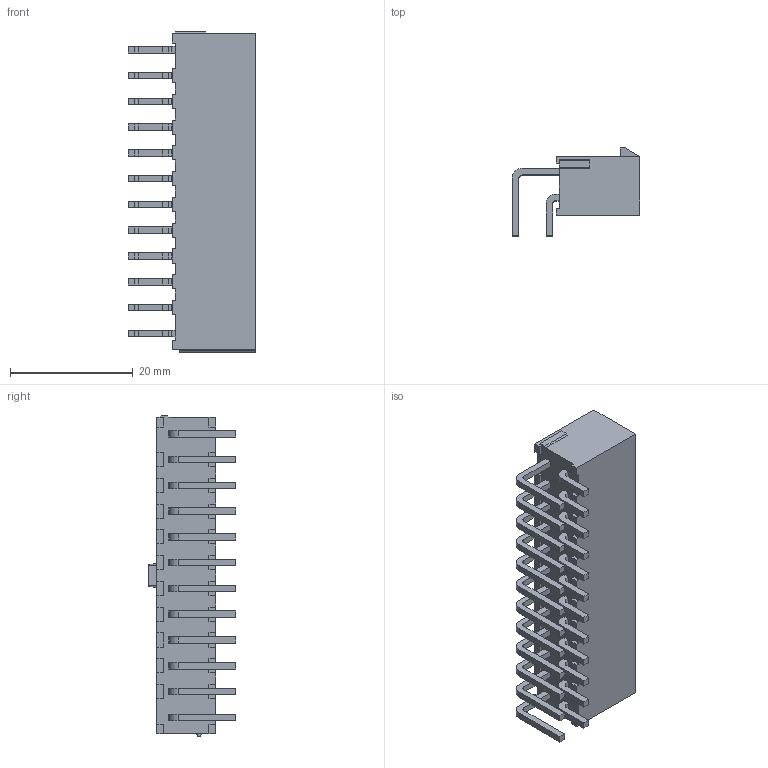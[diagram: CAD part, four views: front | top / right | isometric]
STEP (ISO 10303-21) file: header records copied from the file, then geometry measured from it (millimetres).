
FILE_DESCRIPTION(('STEP AP242'),'1');
FILE_NAME('0469911024.stp','2024-12-02T23:31:18',('TraceParts'),('TraceParts S.A.'),'Spatial InterOp 3D',' ',' ');
FILE_SCHEMA(('AP242_MANAGED_MODEL_BASED_3D_ENGINEERING_MIM_LF {1 0 10303 442 1 1 4}'));
Length unit declared in the file: millimetre
Products named in the file (1): 0469911024_1
Bounding box: 20.73 x 14.3 x 52.25 mm (x, y, z)
Volume: 4281.3 mm3; surface area: 7515.1 mm2
Topology: 1 solids, 1 shells, 592 faces, 1600 edges, 1130 vertices
Faces by surface type: plane 542, cylinder 50
Entity records: 18326 total; most frequent: CARTESIAN_POINT 3228, ORIENTED_EDGE 3104, DIRECTION 2936, EDGE_CURVE 1552, LINE 1452, VECTOR 1452, VERTEX_POINT 1034, AXIS2_PLACEMENT_3D 742
